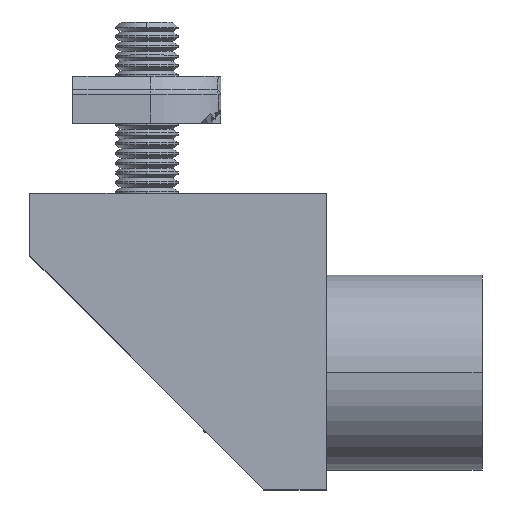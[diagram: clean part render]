
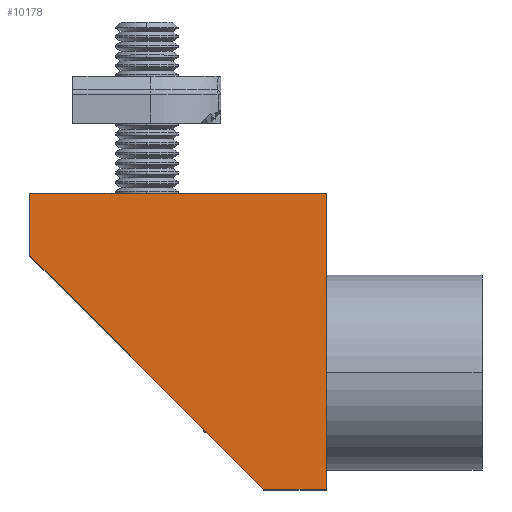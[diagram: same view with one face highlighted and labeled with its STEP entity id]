
A CAD part, top view. The second image highlights one B-rep face of the part: STEP entity #10178.
In plain terms, the highlighted planar face has unit normal (0, 0, 1).
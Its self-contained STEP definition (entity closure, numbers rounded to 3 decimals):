
#6383 = CARTESIAN_POINT ( 'NONE',  ( 0., 8., 19. ) ) ;
#6414 = DIRECTION ( 'NONE',  ( 0., 1., 0. ) ) ;
#6415 = VECTOR ( 'NONE', #6414, 1000. ) ;
#6416 = LINE ( 'NONE', #6383, #6415 ) ;
#6440 = CARTESIAN_POINT ( 'NONE',  ( 0., 0., 19. ) ) ;
#6451 = CARTESIAN_POINT ( 'NONE',  ( 0., 8., 19. ) ) ;
#6452 = CARTESIAN_POINT ( 'NONE',  ( -30., 38., 19. ) ) ;
#6463 = LINE ( 'NONE', #6481, #6480 ) ;
#6464 = DIRECTION ( 'NONE',  ( 0., -1., 0. ) ) ;
#6465 = VECTOR ( 'NONE', #6464, 1000. ) ;
#6466 = CARTESIAN_POINT ( 'NONE',  ( -38., 0., 19. ) ) ;
#6467 = LINE ( 'NONE', #6466, #6465 ) ;
#6475 = CARTESIAN_POINT ( 'NONE',  ( -38., 0., 19. ) ) ;
#6480 = VECTOR ( 'NONE', #6521, 1000. ) ;
#6481 = CARTESIAN_POINT ( 'NONE',  ( 0., 0., 19. ) ) ;
#6521 = DIRECTION ( 'NONE',  ( 1., 0., 0. ) ) ;
#6526 = FACE_OUTER_BOUND ( 'NONE', #10126, .T. ) ;
#6530 = AXIS2_PLACEMENT_3D ( 'NONE', #6566, #6565, #6564 ) ;
#6543 = DIRECTION ( 'NONE',  ( -1., 0., 0. ) ) ;
#6544 = VECTOR ( 'NONE', #6543, 1000. ) ;
#6545 = CARTESIAN_POINT ( 'NONE',  ( -38., 38., 19. ) ) ;
#6546 = LINE ( 'NONE', #6545, #6544 ) ;
#6553 = CARTESIAN_POINT ( 'NONE',  ( -38., 38., 19. ) ) ;
#6560 = DIRECTION ( 'NONE',  ( 0.707, -0.707, 0. ) ) ;
#6561 = VECTOR ( 'NONE', #6560, 1000. ) ;
#6562 = LINE ( 'NONE', #6569, #6561 ) ;
#6564 = DIRECTION ( 'NONE',  ( -1., 0., 0. ) ) ;
#6565 = DIRECTION ( 'NONE',  ( 0., 0., -1. ) ) ;
#6566 = CARTESIAN_POINT ( 'NONE',  ( 0., 0., 19. ) ) ;
#6569 = CARTESIAN_POINT ( 'NONE',  ( -30., 38., 19. ) ) ;
#6581 = PLANE ( 'NONE',  #6530 ) ;
#10089 = EDGE_CURVE ( 'NONE', #10107, #10112, #6416, .T. ) ;
#10100 = VERTEX_POINT ( 'NONE', #6452 ) ;
#10107 = VERTEX_POINT ( 'NONE', #6440 ) ;
#10112 = VERTEX_POINT ( 'NONE', #6451 ) ;
#10126 = EDGE_LOOP ( 'NONE', ( #10181, #10176, #10191, #10182, #10168 ) ) ;
#10130 = EDGE_CURVE ( 'NONE', #10149, #10139, #6467, .T. ) ;
#10134 = EDGE_CURVE ( 'NONE', #10139, #10107, #6463, .T. ) ;
#10139 = VERTEX_POINT ( 'NONE', #6475 ) ;
#10149 = VERTEX_POINT ( 'NONE', #6553 ) ;
#10152 = EDGE_CURVE ( 'NONE', #10100, #10149, #6546, .T. ) ;
#10168 = ORIENTED_EDGE ( 'NONE', *, *, #10134, .T. ) ;
#10176 = ORIENTED_EDGE ( 'NONE', *, *, #10179, .F. ) ;
#10178 = ADVANCED_FACE ( 'NONE', ( #6526 ), #6581, .F. ) ;
#10179 = EDGE_CURVE ( 'NONE', #10100, #10112, #6562, .T. ) ;
#10181 = ORIENTED_EDGE ( 'NONE', *, *, #10089, .T. ) ;
#10182 = ORIENTED_EDGE ( 'NONE', *, *, #10130, .T. ) ;
#10191 = ORIENTED_EDGE ( 'NONE', *, *, #10152, .T. ) ;
